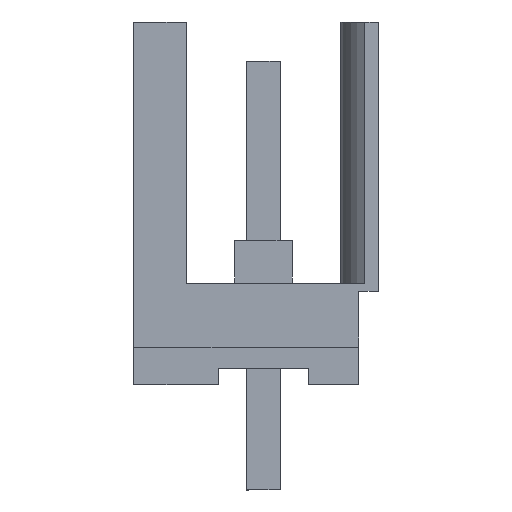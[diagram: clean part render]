
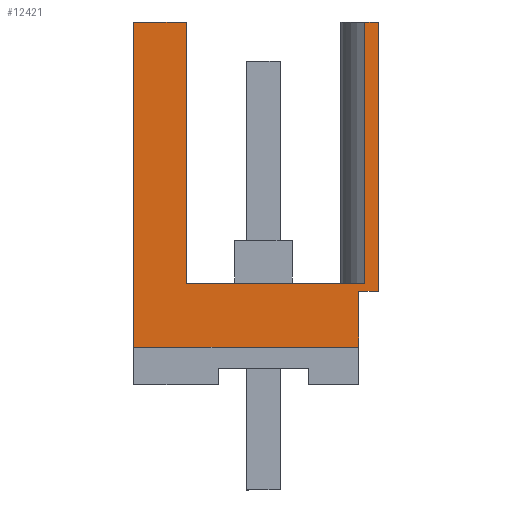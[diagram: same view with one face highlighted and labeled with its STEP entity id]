
A CAD part, left-side view. The second image highlights one B-rep face of the part: STEP entity #12421.
In plain terms, the highlighted planar face has unit normal (-1, 0, 0).
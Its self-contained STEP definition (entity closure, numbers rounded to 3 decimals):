
#12360=AXIS2_PLACEMENT_3D('Plane Axis2P3D',#12357,#12358,#12359) ;
#2091=CARTESIAN_POINT('Vertex',(0.,7.45,4.35)) ;
#2094=CARTESIAN_POINT('Line Origine',(0.,7.45,9.3)) ;
#2098=CARTESIAN_POINT('Vertex',(0.,7.45,14.25)) ;
#2658=CARTESIAN_POINT('Vertex',(0.,0.6,6.05)) ;
#2661=CARTESIAN_POINT('Line Origine',(0.,0.6,5.2)) ;
#2665=CARTESIAN_POINT('Vertex',(0.,0.6,4.35)) ;
#4360=CARTESIAN_POINT('Line Origine',(0.,4.025,4.35)) ;
#12357=CARTESIAN_POINT('Axis2P3D Location',(0.,0.8,6.3)) ;
#12362=CARTESIAN_POINT('Line Origine',(0.,0.3,6.05)) ;
#12366=CARTESIAN_POINT('Vertex',(0.,0.,6.05)) ;
#12369=CARTESIAN_POINT('Line Origine',(0.,0.,10.15)) ;
#12373=CARTESIAN_POINT('Vertex',(0.,0.,14.25)) ;
#12376=CARTESIAN_POINT('Line Origine',(0.,0.206,14.25)) ;
#12380=CARTESIAN_POINT('Vertex',(0.,0.411,14.25)) ;
#12383=CARTESIAN_POINT('Line Origine',(0.,0.411,10.275)) ;
#12387=CARTESIAN_POINT('Vertex',(0.,0.411,6.3)) ;
#12390=CARTESIAN_POINT('Line Origine',(0.,3.131,6.3)) ;
#12394=CARTESIAN_POINT('Vertex',(0.,5.85,6.3)) ;
#12397=CARTESIAN_POINT('Line Origine',(0.,5.85,10.275)) ;
#12401=CARTESIAN_POINT('Vertex',(0.,5.85,14.25)) ;
#12404=CARTESIAN_POINT('Line Origine',(0.,6.65,14.25)) ;
#2095=DIRECTION('Vector Direction',(0.,0.,-1.)) ;
#2662=DIRECTION('Vector Direction',(0.,0.,1.)) ;
#4361=DIRECTION('Vector Direction',(0.,1.,0.)) ;
#12358=DIRECTION('Axis2P3D Direction',(-1.,0.,0.)) ;
#12359=DIRECTION('Axis2P3D XDirection',(0.,-1.,0.)) ;
#12363=DIRECTION('Vector Direction',(0.,-1.,0.)) ;
#12370=DIRECTION('Vector Direction',(0.,0.,-1.)) ;
#12377=DIRECTION('Vector Direction',(0.,-1.,0.)) ;
#12384=DIRECTION('Vector Direction',(0.,0.,1.)) ;
#12391=DIRECTION('Vector Direction',(0.,-1.,0.)) ;
#12398=DIRECTION('Vector Direction',(0.,0.,1.)) ;
#12405=DIRECTION('Vector Direction',(0.,-1.,0.)) ;
#2096=VECTOR('Line Direction',#2095,1.) ;
#2663=VECTOR('Line Direction',#2662,1.) ;
#4362=VECTOR('Line Direction',#4361,1.) ;
#12364=VECTOR('Line Direction',#12363,1.) ;
#12371=VECTOR('Line Direction',#12370,1.) ;
#12378=VECTOR('Line Direction',#12377,1.) ;
#12385=VECTOR('Line Direction',#12384,1.) ;
#12392=VECTOR('Line Direction',#12391,1.) ;
#12399=VECTOR('Line Direction',#12398,1.) ;
#12406=VECTOR('Line Direction',#12405,1.) ;
#12410=ORIENTED_EDGE('',*,*,#2667,.T.) ;
#12411=ORIENTED_EDGE('',*,*,#12368,.T.) ;
#12412=ORIENTED_EDGE('',*,*,#12375,.F.) ;
#12413=ORIENTED_EDGE('',*,*,#12382,.F.) ;
#12414=ORIENTED_EDGE('',*,*,#12389,.F.) ;
#12415=ORIENTED_EDGE('',*,*,#12396,.F.) ;
#12416=ORIENTED_EDGE('',*,*,#12403,.T.) ;
#12417=ORIENTED_EDGE('',*,*,#12408,.F.) ;
#12418=ORIENTED_EDGE('',*,*,#2100,.T.) ;
#12419=ORIENTED_EDGE('',*,*,#4364,.F.) ;
#12421=ADVANCED_FACE('HOUSING',(#12420),#12361,.T.) ;
#2100=EDGE_CURVE('',#2099,#2092,#2097,.T.) ;
#2667=EDGE_CURVE('',#2666,#2659,#2664,.T.) ;
#4364=EDGE_CURVE('',#2666,#2092,#4363,.T.) ;
#12368=EDGE_CURVE('',#2659,#12367,#12365,.T.) ;
#12375=EDGE_CURVE('',#12374,#12367,#12372,.T.) ;
#12382=EDGE_CURVE('',#12381,#12374,#12379,.T.) ;
#12389=EDGE_CURVE('',#12388,#12381,#12386,.T.) ;
#12396=EDGE_CURVE('',#12395,#12388,#12393,.T.) ;
#12403=EDGE_CURVE('',#12395,#12402,#12400,.T.) ;
#12408=EDGE_CURVE('',#2099,#12402,#12407,.T.) ;
#12409=EDGE_LOOP('',(#12410,#12411,#12412,#12413,#12414,#12415,#12416,#12417,#12418,#12419)) ;
#12420=FACE_OUTER_BOUND('',#12409,.T.) ;
#2097=LINE('Line',#2094,#2096) ;
#2664=LINE('Line',#2661,#2663) ;
#4363=LINE('Line',#4360,#4362) ;
#12365=LINE('Line',#12362,#12364) ;
#12372=LINE('Line',#12369,#12371) ;
#12379=LINE('Line',#12376,#12378) ;
#12386=LINE('Line',#12383,#12385) ;
#12393=LINE('Line',#12390,#12392) ;
#12400=LINE('Line',#12397,#12399) ;
#12407=LINE('Line',#12404,#12406) ;
#12361=PLANE('',#12360) ;
#2092=VERTEX_POINT('',#2091) ;
#2099=VERTEX_POINT('',#2098) ;
#2659=VERTEX_POINT('',#2658) ;
#2666=VERTEX_POINT('',#2665) ;
#12367=VERTEX_POINT('',#12366) ;
#12374=VERTEX_POINT('',#12373) ;
#12381=VERTEX_POINT('',#12380) ;
#12388=VERTEX_POINT('',#12387) ;
#12395=VERTEX_POINT('',#12394) ;
#12402=VERTEX_POINT('',#12401) ;
